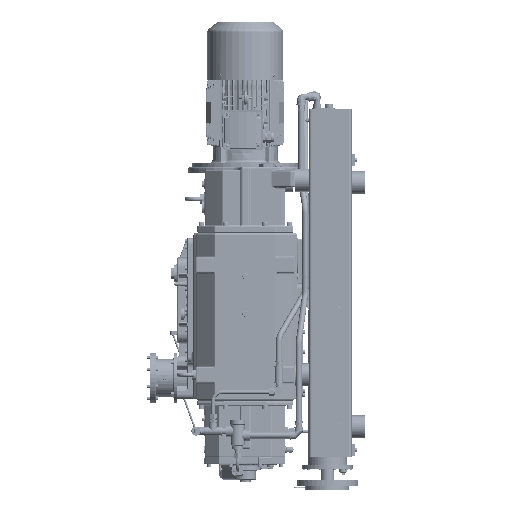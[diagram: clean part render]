
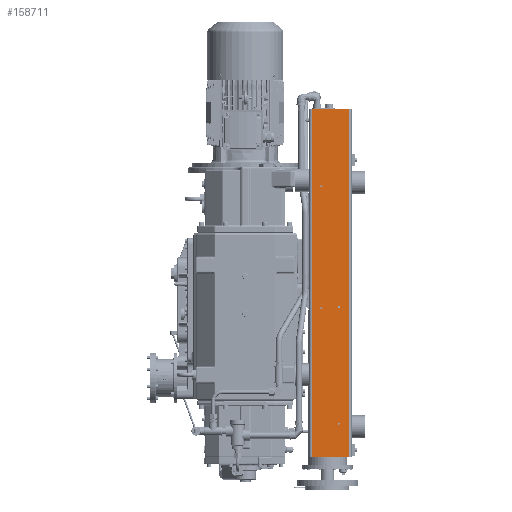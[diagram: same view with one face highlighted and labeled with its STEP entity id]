
A CAD part, left-side view. The second image highlights one B-rep face of the part: STEP entity #158711.
In plain terms, the highlighted planar face has unit normal (-1, 0, 0).
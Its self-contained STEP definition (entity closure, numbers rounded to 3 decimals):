
#3598=FACE_BOUND('',#23629,.T.);
#3599=FACE_BOUND('',#23630,.T.);
#3600=FACE_BOUND('',#23631,.T.);
#3601=FACE_BOUND('',#23632,.T.);
#6294=PLANE('',#172403);
#13580=FACE_OUTER_BOUND('',#23628,.T.);
#23628=EDGE_LOOP('',(#122768,#122769,#122770,#122771));
#23629=EDGE_LOOP('',(#122772,#122773));
#23630=EDGE_LOOP('',(#122774,#122775));
#23631=EDGE_LOOP('',(#122776,#122777));
#23632=EDGE_LOOP('',(#122778,#122779));
#37061=CIRCLE('',#172404,3.4);
#37062=CIRCLE('',#172405,3.4);
#37063=CIRCLE('',#172406,3.4);
#37064=CIRCLE('',#172407,3.4);
#37065=CIRCLE('',#172408,3.4);
#37066=CIRCLE('',#172409,3.4);
#37067=CIRCLE('',#172410,3.4);
#37068=CIRCLE('',#172411,3.4);
#46522=LINE('',#265475,#57167);
#46523=LINE('',#265479,#57168);
#46524=LINE('',#265481,#57169);
#46525=LINE('',#265482,#57170);
#57167=VECTOR('',#202034,1.);
#57168=VECTOR('',#202039,1.);
#57169=VECTOR('',#202040,1.);
#57170=VECTOR('',#202041,1.);
#69384=VERTEX_POINT('',#265472);
#69385=VERTEX_POINT('',#265474);
#69386=VERTEX_POINT('',#265478);
#69387=VERTEX_POINT('',#265480);
#69388=VERTEX_POINT('',#265483);
#69389=VERTEX_POINT('',#265484);
#69390=VERTEX_POINT('',#265487);
#69391=VERTEX_POINT('',#265488);
#69392=VERTEX_POINT('',#265491);
#69393=VERTEX_POINT('',#265492);
#69394=VERTEX_POINT('',#265495);
#69395=VERTEX_POINT('',#265496);
#88571=EDGE_CURVE('',#69385,#69384,#46522,.T.);
#88573=EDGE_CURVE('',#69384,#69386,#46523,.T.);
#88574=EDGE_CURVE('',#69387,#69386,#46524,.T.);
#88575=EDGE_CURVE('',#69385,#69387,#46525,.T.);
#88576=EDGE_CURVE('',#69388,#69389,#37061,.T.);
#88577=EDGE_CURVE('',#69389,#69388,#37062,.T.);
#88578=EDGE_CURVE('',#69390,#69391,#37063,.T.);
#88579=EDGE_CURVE('',#69391,#69390,#37064,.T.);
#88580=EDGE_CURVE('',#69392,#69393,#37065,.T.);
#88581=EDGE_CURVE('',#69393,#69392,#37066,.T.);
#88582=EDGE_CURVE('',#69394,#69395,#37067,.T.);
#88583=EDGE_CURVE('',#69395,#69394,#37068,.T.);
#122768=ORIENTED_EDGE('',*,*,#88573,.T.);
#122769=ORIENTED_EDGE('',*,*,#88574,.F.);
#122770=ORIENTED_EDGE('',*,*,#88575,.F.);
#122771=ORIENTED_EDGE('',*,*,#88571,.T.);
#122772=ORIENTED_EDGE('',*,*,#88576,.T.);
#122773=ORIENTED_EDGE('',*,*,#88577,.T.);
#122774=ORIENTED_EDGE('',*,*,#88578,.T.);
#122775=ORIENTED_EDGE('',*,*,#88579,.T.);
#122776=ORIENTED_EDGE('',*,*,#88580,.T.);
#122777=ORIENTED_EDGE('',*,*,#88581,.T.);
#122778=ORIENTED_EDGE('',*,*,#88582,.T.);
#122779=ORIENTED_EDGE('',*,*,#88583,.T.);
#158711=ADVANCED_FACE('',(#13580,#3598,#3599,#3600,#3601),#6294,.F.);
#172403=AXIS2_PLACEMENT_3D('',#265477,#202037,#202038);
#172404=AXIS2_PLACEMENT_3D('',#265485,#202042,#202043);
#172405=AXIS2_PLACEMENT_3D('',#265486,#202044,#202045);
#172406=AXIS2_PLACEMENT_3D('',#265489,#202046,#202047);
#172407=AXIS2_PLACEMENT_3D('',#265490,#202048,#202049);
#172408=AXIS2_PLACEMENT_3D('',#265493,#202050,#202051);
#172409=AXIS2_PLACEMENT_3D('',#265494,#202052,#202053);
#172410=AXIS2_PLACEMENT_3D('',#265497,#202054,#202055);
#172411=AXIS2_PLACEMENT_3D('',#265498,#202056,#202057);
#202034=DIRECTION('',(0.,0.,-1.));
#202037=DIRECTION('center_axis',(1.,0.,0.));
#202038=DIRECTION('ref_axis',(0.,0.,
1.));
#202039=DIRECTION('',(0.,-1.,0.));
#202040=DIRECTION('',(0.,0.,-1.));
#202041=DIRECTION('',(0.,-1.,0.));
#202042=DIRECTION('center_axis',(1.,0.,0.));
#202043=DIRECTION('ref_axis',(0.,0.,
1.));
#202044=DIRECTION('center_axis',(1.,0.,0.));
#202045=DIRECTION('ref_axis',(0.,0.,
1.));
#202046=DIRECTION('center_axis',(1.,0.,0.));
#202047=DIRECTION('ref_axis',(0.,0.,
1.));
#202048=DIRECTION('center_axis',(1.,0.,0.));
#202049=DIRECTION('ref_axis',(0.,0.,
1.));
#202050=DIRECTION('center_axis',(1.,0.,0.));
#202051=DIRECTION('ref_axis',(0.,0.,
1.));
#202052=DIRECTION('center_axis',(1.,0.,0.));
#202053=DIRECTION('ref_axis',(0.,0.,
1.));
#202054=DIRECTION('center_axis',(1.,0.,0.));
#202055=DIRECTION('ref_axis',(0.,0.,
1.));
#202056=DIRECTION('center_axis',(1.,0.,0.));
#202057=DIRECTION('ref_axis',(0.,0.,
1.));
#265472=CARTESIAN_POINT('',(-155.,-218.,-185.));
#265474=CARTESIAN_POINT('',(-155.,-218.,957.));
#265475=CARTESIAN_POINT('',(-155.,-218.,957.));
#265477=CARTESIAN_POINT('Origin',(-155.,-218.,957.));
#265478=CARTESIAN_POINT('',(-155.,-338.,-185.));
#265479=CARTESIAN_POINT('',(-155.,-218.,-185.));
#265480=CARTESIAN_POINT('',(-155.,-338.,957.));
#265481=CARTESIAN_POINT('',(-155.,-338.,957.));
#265482=CARTESIAN_POINT('',(-155.,-218.,957.));
#265483=CARTESIAN_POINT('',(-155.,-249.,706.4));
#265484=CARTESIAN_POINT('',(-155.,-245.6,703.));
#265485=CARTESIAN_POINT('Origin',(-155.,-249.,703.));
#265486=CARTESIAN_POINT('Origin',(-155.,-249.,703.));
#265487=CARTESIAN_POINT('',(-155.,-249.,306.4));
#265488=CARTESIAN_POINT('',(-155.,-245.6,303.));
#265489=CARTESIAN_POINT('Origin',(-155.,-249.,303.));
#265490=CARTESIAN_POINT('Origin',(-155.,-249.,303.));
#265491=CARTESIAN_POINT('',(-155.,-306.,310.4));
#265492=CARTESIAN_POINT('',(-155.,-302.6,307.));
#265493=CARTESIAN_POINT('Origin',(-155.,-306.,307.));
#265494=CARTESIAN_POINT('Origin',(-155.,-306.,307.));
#265495=CARTESIAN_POINT('',(-155.,-306.,-71.6));
#265496=CARTESIAN_POINT('',(-155.,-302.6,-75.));
#265497=CARTESIAN_POINT('Origin',(-155.,-306.,-75.));
#265498=CARTESIAN_POINT('Origin',(-155.,-306.,-75.));
